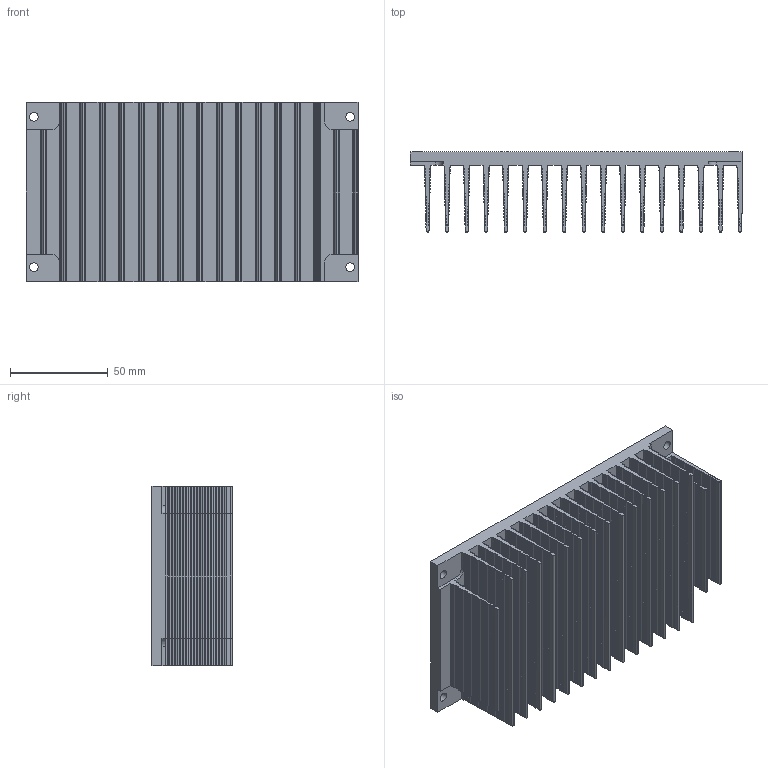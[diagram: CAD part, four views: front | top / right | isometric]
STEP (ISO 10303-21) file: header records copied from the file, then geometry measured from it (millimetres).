
FILE_DESCRIPTION(('STEP AP242'), '1');
FILE_NAME('購葠.752695.050 - 冓儰僗闉 172', '', ('UNSPECIFIED'), ('UNSPECIFIED'), 'ASCON STEP Converter 1.6', 'ASCON Math Kernel', '');
FILE_SCHEMA(('AP242_MANAGED_MODEL_BASED_3D_ENGINEERING_MIM_LF { 1 0 10303 442 1 1 4 }'));
Length unit declared in the file: millimetre
Products named in the file (1): 購葠.752695.050
Bounding box: 170 x 41 x 92 mm (x, y, z)
Volume: 204909.3 mm3; surface area: 149481 mm2
Topology: 1 solids, 1 shells, 1423 faces, 4263 edges, 2842 vertices
Faces by surface type: cylinder 1305, plane 118
Full cylindrical faces by diameter (mm): 4.5 x4
Entity records: 60947 total; most frequent: DIRECTION 9717, CARTESIAN_POINT 8525, ORIENTED_EDGE 8518, EDGE_CURVE 4259, AXIS2_PLACEMENT_3D 4034, VERTEX_POINT 2842, CIRCLE 2610, LINE 1649
